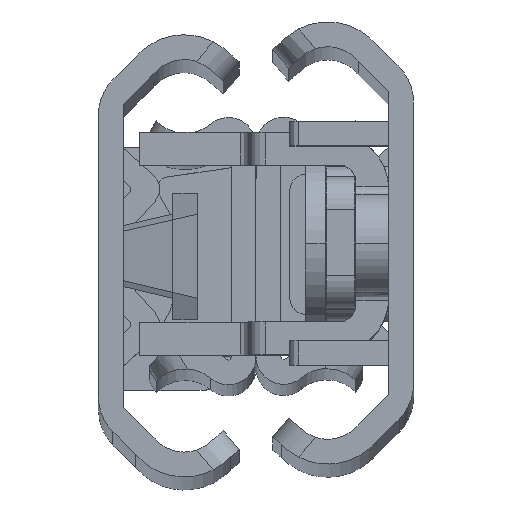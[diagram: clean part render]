
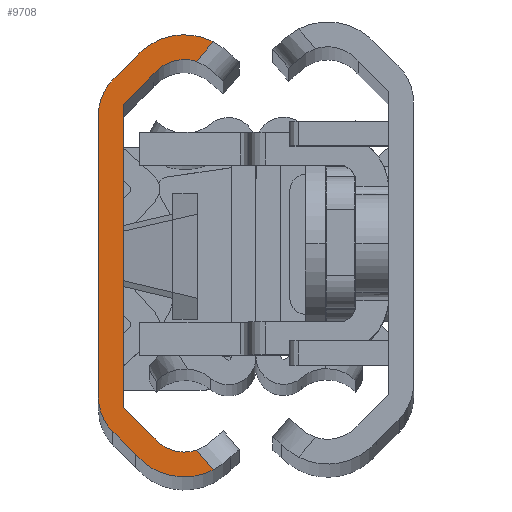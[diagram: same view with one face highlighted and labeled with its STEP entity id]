
A CAD part, top view. The second image highlights one B-rep face of the part: STEP entity #9708.
In plain terms, the highlighted planar face has unit normal (0, 0, 1).
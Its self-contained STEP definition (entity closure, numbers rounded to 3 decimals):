
#37 = VERTEX_POINT ( 'NONE', #9319 ) ;
#63 = AXIS2_PLACEMENT_3D ( 'NONE', #2609, #7850, #10982 ) ;
#120 = CARTESIAN_POINT ( 'NONE',  ( 0., 9.169, 0. ) ) ;
#499 = EDGE_CURVE ( 'NONE', #37, #13116, #10442, .T. ) ;
#718 = DIRECTION ( 'NONE',  ( 1., 0., 0. ) ) ;
#809 = CARTESIAN_POINT ( 'NONE',  ( 4.446, 11.78, 0. ) ) ;
#908 = DIRECTION ( 'NONE',  ( 0., 0., -1. ) ) ;
#1017 = AXIS2_PLACEMENT_3D ( 'NONE', #10242, #908, #12741 ) ;
#1043 = CARTESIAN_POINT ( 'NONE',  ( 3.7, -9.52, 0. ) ) ;
#1091 = DIRECTION ( 'NONE',  ( 0., 0., 1. ) ) ;
#1300 = VECTOR ( 'NONE', #9162, 1000. ) ;
#1334 = ORIENTED_EDGE ( 'NONE', *, *, #499, .T. ) ;
#1447 = DIRECTION ( 'NONE',  ( 0., 0., 1. ) ) ;
#1577 = DIRECTION ( 'NONE',  ( 0.707, -0.707, 0. ) ) ;
#1783 = CIRCLE ( 'NONE', #9591, 3.88 ) ;
#2312 = VERTEX_POINT ( 'NONE', #6938 ) ;
#2561 = VERTEX_POINT ( 'NONE', #120 ) ;
#2609 = CARTESIAN_POINT ( 'NONE',  ( 1.5, -8.548, 0. ) ) ;
#2786 = LINE ( 'NONE', #9947, #12472 ) ;
#2872 = EDGE_CURVE ( 'NONE', #8944, #37, #6755, .T. ) ;
#2939 = LINE ( 'NONE', #12215, #9408 ) ;
#2945 = CARTESIAN_POINT ( 'NONE',  ( 1.859, 11.028, 0. ) ) ;
#2974 = CARTESIAN_POINT ( 'NONE',  ( 1.638, -8.432, 0. ) ) ;
#3267 = AXIS2_PLACEMENT_3D ( 'NONE', #5971, #13120, #718 ) ;
#3274 = VECTOR ( 'NONE', #11057, 1000. ) ;
#3312 = CARTESIAN_POINT ( 'NONE',  ( -1.5, -8.548, 0. ) ) ;
#3352 = EDGE_CURVE ( 'NONE', #13116, #2561, #11197, .T. ) ;
#3471 = DIRECTION ( 'NONE',  ( 1., 0., 0. ) ) ;
#3504 = EDGE_CURVE ( 'NONE', #5761, #2312, #1783, .T. ) ;
#3656 = VERTEX_POINT ( 'NONE', #809 ) ;
#3733 = ORIENTED_EDGE ( 'NONE', *, *, #9769, .T. ) ;
#3885 = VERTEX_POINT ( 'NONE', #3312 ) ;
#3934 = LINE ( 'NONE', #2974, #10539 ) ;
#3979 = DIRECTION ( 'NONE',  ( 0., 0., 1. ) ) ;
#4067 = ORIENTED_EDGE ( 'NONE', *, *, #11426, .T. ) ;
#4239 = CIRCLE ( 'NONE', #5337, 3. ) ;
#4310 = VECTOR ( 'NONE', #1577, 1000. ) ;
#4320 = CARTESIAN_POINT ( 'NONE',  ( 0., -9.169, 0. ) ) ;
#4613 = EDGE_CURVE ( 'NONE', #2561, #11275, #6163, .T. ) ;
#4815 = CARTESIAN_POINT ( 'NONE',  ( 1.859, 11.028, 0. ) ) ;
#4885 = ORIENTED_EDGE ( 'NONE', *, *, #6752, .T. ) ;
#4926 = VERTEX_POINT ( 'NONE', #6556 ) ;
#5176 = CARTESIAN_POINT ( 'NONE',  ( 1.5, 8.548, 0. ) ) ;
#5196 = DIRECTION ( 'NONE',  ( 1., 0., 0. ) ) ;
#5329 = CARTESIAN_POINT ( 'NONE',  ( 1.859, -11.028, 0. ) ) ;
#5337 = AXIS2_PLACEMENT_3D ( 'NONE', #5176, #1091, #13427 ) ;
#5483 = ORIENTED_EDGE ( 'NONE', *, *, #11681, .T. ) ;
#5657 = CARTESIAN_POINT ( 'NONE',  ( 0.752, 12.042, 0. ) ) ;
#5761 = VERTEX_POINT ( 'NONE', #7146 ) ;
#5779 = LINE ( 'NONE', #10954, #4310 ) ;
#5971 = CARTESIAN_POINT ( 'NONE',  ( 3.7, -9.52, 0. ) ) ;
#6163 = LINE ( 'NONE', #2945, #1300 ) ;
#6277 = CARTESIAN_POINT ( 'NONE',  ( 5.454, 12.981, 0. ) ) ;
#6556 = CARTESIAN_POINT ( 'NONE',  ( -0.621, -10.669, 0. ) ) ;
#6752 = EDGE_CURVE ( 'NONE', #8546, #8788, #6868, .T. ) ;
#6755 = CIRCLE ( 'NONE', #3267, 2.38 ) ;
#6795 = VECTOR ( 'NONE', #12556, 1000. ) ;
#6825 = AXIS2_PLACEMENT_3D ( 'NONE', #10560, #1447, #3471 ) ;
#6827 = PLANE ( 'NONE',  #63 ) ;
#6868 = CIRCLE ( 'NONE', #11222, 3.88 ) ;
#6931 = ORIENTED_EDGE ( 'NONE', *, *, #12141, .T. ) ;
#6938 = CARTESIAN_POINT ( 'NONE',  ( 5.454, -12.981, 0. ) ) ;
#6941 = DIRECTION ( 'NONE',  ( 0., -1., 0. ) ) ;
#7043 = CARTESIAN_POINT ( 'NONE',  ( 3.7, 9.52, 0. ) ) ;
#7146 = CARTESIAN_POINT ( 'NONE',  ( 0.752, -12.042, 0. ) ) ;
#7461 = CARTESIAN_POINT ( 'NONE',  ( -1.5, 8.548, 0. ) ) ;
#7634 = ORIENTED_EDGE ( 'NONE', *, *, #4613, .T. ) ;
#7783 = FACE_OUTER_BOUND ( 'NONE', #10216, .T. ) ;
#7850 = DIRECTION ( 'NONE',  ( 0., 0., 1. ) ) ;
#8540 = EDGE_CURVE ( 'NONE', #11275, #3656, #13415, .T. ) ;
#8546 = VERTEX_POINT ( 'NONE', #6277 ) ;
#8788 = VERTEX_POINT ( 'NONE', #5657 ) ;
#8944 = VERTEX_POINT ( 'NONE', #8998 ) ;
#8953 = CARTESIAN_POINT ( 'NONE',  ( -6.78, -1.6, 0. ) ) ;
#8986 = VERTEX_POINT ( 'NONE', #7461 ) ;
#8998 = CARTESIAN_POINT ( 'NONE',  ( 4.446, -11.78, 0. ) ) ;
#9018 = DIRECTION ( 'NONE',  ( 0.643, 0.766, 0. ) ) ;
#9162 = DIRECTION ( 'NONE',  ( 0.707, 0.707, 0. ) ) ;
#9319 = CARTESIAN_POINT ( 'NONE',  ( 1.859, -11.028, 0. ) ) ;
#9408 = VECTOR ( 'NONE', #11389, 1000. ) ;
#9591 = AXIS2_PLACEMENT_3D ( 'NONE', #1043, #10311, #5196 ) ;
#9670 = ORIENTED_EDGE ( 'NONE', *, *, #3352, .T. ) ;
#9680 = ORIENTED_EDGE ( 'NONE', *, *, #8540, .T. ) ;
#9708 = ADVANCED_FACE ( 'NONE', ( #7783 ), #6827, .T. ) ;
#9769 = EDGE_CURVE ( 'NONE', #8788, #12221, #2939, .T. ) ;
#9947 = CARTESIAN_POINT ( 'NONE',  ( -1.5, -8.548, 0. ) ) ;
#10045 = EDGE_CURVE ( 'NONE', #8986, #3885, #2786, .T. ) ;
#10216 = EDGE_LOOP ( 'NONE', ( #13257, #4067, #12305, #1334, #9670, #7634, #9680, #5483, #4885, #3733, #6931, #13280, #10874, #11381 ) ) ;
#10242 = CARTESIAN_POINT ( 'NONE',  ( 3.7, 9.52, 0. ) ) ;
#10311 = DIRECTION ( 'NONE',  ( 0., 0., 1. ) ) ;
#10442 = LINE ( 'NONE', #5329, #6795 ) ;
#10539 = VECTOR ( 'NONE', #10581, 1000. ) ;
#10560 = CARTESIAN_POINT ( 'NONE',  ( 1.5, -8.548, 0. ) ) ;
#10581 = DIRECTION ( 'NONE',  ( -0.643, 0.766, 0. ) ) ;
#10626 = EDGE_CURVE ( 'NONE', #3885, #4926, #12701, .T. ) ;
#10751 = CARTESIAN_POINT ( 'NONE',  ( -0.621, 10.669, 0. ) ) ;
#10874 = ORIENTED_EDGE ( 'NONE', *, *, #10626, .T. ) ;
#10954 = CARTESIAN_POINT ( 'NONE',  ( -0.621, -10.669, 0. ) ) ;
#10982 = DIRECTION ( 'NONE',  ( 1., 0., 0. ) ) ;
#11057 = DIRECTION ( 'NONE',  ( 0., 1., 0. ) ) ;
#11197 = LINE ( 'NONE', #12290, #3274 ) ;
#11222 = AXIS2_PLACEMENT_3D ( 'NONE', #7043, #3979, #12294 ) ;
#11275 = VERTEX_POINT ( 'NONE', #4815 ) ;
#11381 = ORIENTED_EDGE ( 'NONE', *, *, #12389, .T. ) ;
#11389 = DIRECTION ( 'NONE',  ( -0.707, -0.707, 0. ) ) ;
#11426 = EDGE_CURVE ( 'NONE', #2312, #8944, #3934, .T. ) ;
#11681 = EDGE_CURVE ( 'NONE', #3656, #8546, #13240, .T. ) ;
#12141 = EDGE_CURVE ( 'NONE', #12221, #8986, #4239, .T. ) ;
#12215 = CARTESIAN_POINT ( 'NONE',  ( -0.621, 10.669, 0. ) ) ;
#12221 = VERTEX_POINT ( 'NONE', #10751 ) ;
#12290 = CARTESIAN_POINT ( 'NONE',  ( 0., 9.169, 0. ) ) ;
#12294 = DIRECTION ( 'NONE',  ( 1., 0., 0. ) ) ;
#12296 = VECTOR ( 'NONE', #9018, 1000. ) ;
#12305 = ORIENTED_EDGE ( 'NONE', *, *, #2872, .T. ) ;
#12389 = EDGE_CURVE ( 'NONE', #4926, #5761, #5779, .T. ) ;
#12472 = VECTOR ( 'NONE', #6941, 1000. ) ;
#12556 = DIRECTION ( 'NONE',  ( -0.707, 0.707, 0. ) ) ;
#12701 = CIRCLE ( 'NONE', #6825, 3. ) ;
#12741 = DIRECTION ( 'NONE',  ( 1., 0., 0. ) ) ;
#13116 = VERTEX_POINT ( 'NONE', #4320 ) ;
#13120 = DIRECTION ( 'NONE',  ( 0., 0., -1. ) ) ;
#13240 = LINE ( 'NONE', #8953, #12296 ) ;
#13257 = ORIENTED_EDGE ( 'NONE', *, *, #3504, .T. ) ;
#13280 = ORIENTED_EDGE ( 'NONE', *, *, #10045, .T. ) ;
#13415 = CIRCLE ( 'NONE', #1017, 2.38 ) ;
#13427 = DIRECTION ( 'NONE',  ( 1., 0., 0. ) ) ;
